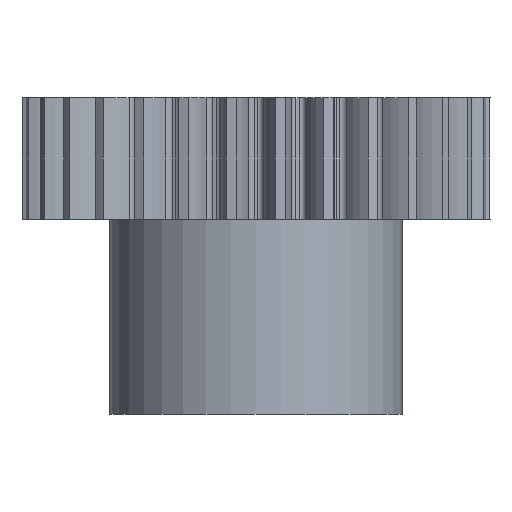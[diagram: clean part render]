
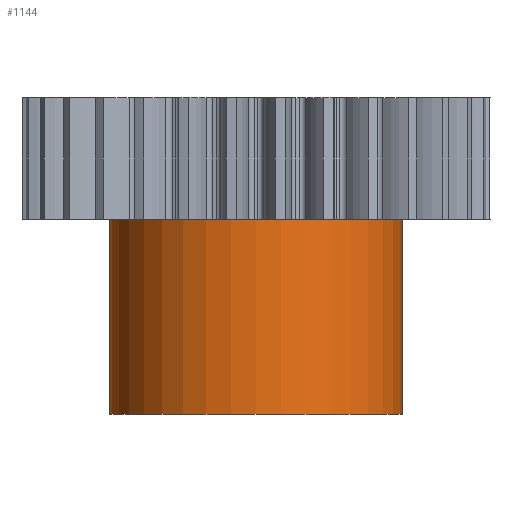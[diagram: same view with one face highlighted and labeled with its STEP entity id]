
A CAD part, front view. The second image highlights one B-rep face of the part: STEP entity #1144.
In plain terms, the highlighted cylindrical face has radius 30 mm (diameter 60 mm), a partial arc.
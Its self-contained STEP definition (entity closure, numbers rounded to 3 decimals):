
#1068 = EDGE_LOOP ( 'NONE', ( #1134, #1080, #1182, #1146 ) ) ;
#1080 = ORIENTED_EDGE ( 'NONE', *, *, #1145, .T. ) ;
#1134 = ORIENTED_EDGE ( 'NONE', *, *, #1496, .F. ) ;
#1144 = ADVANCED_FACE ( 'NONE', ( #4223 ), #4267, .T. ) ;
#1145 = EDGE_CURVE ( 'NONE', #1506, #1502, #4257, .T. ) ;
#1146 = ORIENTED_EDGE ( 'NONE', *, *, #2373, .F. ) ;
#1182 = ORIENTED_EDGE ( 'NONE', *, *, #1518, .T. ) ;
#1492 = VERTEX_POINT ( 'NONE', #4990 ) ;
#1495 = VERTEX_POINT ( 'NONE', #5110 ) ;
#1496 = EDGE_CURVE ( 'NONE', #1506, #1492, #5120, .T. ) ;
#1502 = VERTEX_POINT ( 'NONE', #5099 ) ;
#1506 = VERTEX_POINT ( 'NONE', #5070 ) ;
#1518 = EDGE_CURVE ( 'NONE', #1502, #1495, #5064, .T. ) ;
#2373 = EDGE_CURVE ( 'NONE', #1492, #1495, #6631, .T. ) ;
#4223 = FACE_OUTER_BOUND ( 'NONE', #1068, .T. ) ;
#4254 = DIRECTION ( 'NONE',  ( 1., 0., 0. ) ) ;
#4255 = DIRECTION ( 'NONE',  ( 0., 0., 1. ) ) ;
#4256 = AXIS2_PLACEMENT_3D ( 'NONE', #4269, #4255, #4254 ) ;
#4257 = CIRCLE ( 'NONE', #4256, 30. ) ;
#4259 = DIRECTION ( 'NONE',  ( 1., 0., 0. ) ) ;
#4260 = DIRECTION ( 'NONE',  ( 0., 0., 1. ) ) ;
#4264 = AXIS2_PLACEMENT_3D ( 'NONE', #4268, #4260, #4259 ) ;
#4267 = CYLINDRICAL_SURFACE ( 'NONE', #4264, 30. ) ;
#4268 = CARTESIAN_POINT ( 'NONE',  ( 0., 0., -40. ) ) ;
#4269 = CARTESIAN_POINT ( 'NONE',  ( 0., 0., -40. ) ) ;
#4990 = CARTESIAN_POINT ( 'NONE',  ( -30., 0., 0. ) ) ;
#5049 = DIRECTION ( 'NONE',  ( 0., 0., 1. ) ) ;
#5050 = VECTOR ( 'NONE', #5049, 1000. ) ;
#5051 = CARTESIAN_POINT ( 'NONE',  ( 30., 0., -40. ) ) ;
#5064 = LINE ( 'NONE', #5051, #5050 ) ;
#5070 = CARTESIAN_POINT ( 'NONE',  ( -30., 0., -40. ) ) ;
#5099 = CARTESIAN_POINT ( 'NONE',  ( 30., 0., -40. ) ) ;
#5107 = DIRECTION ( 'NONE',  ( 0., 0., 1. ) ) ;
#5108 = VECTOR ( 'NONE', #5107, 1000. ) ;
#5110 = CARTESIAN_POINT ( 'NONE',  ( 30., 0., 0. ) ) ;
#5113 = CARTESIAN_POINT ( 'NONE',  ( -30., 0., -40. ) ) ;
#5120 = LINE ( 'NONE', #5113, #5108 ) ;
#6613 = DIRECTION ( 'NONE',  ( 1., 0., 0. ) ) ;
#6614 = DIRECTION ( 'NONE',  ( 0., 0., 1. ) ) ;
#6615 = AXIS2_PLACEMENT_3D ( 'NONE', #6630, #6614, #6613 ) ;
#6630 = CARTESIAN_POINT ( 'NONE',  ( 0., 0., 0. ) ) ;
#6631 = CIRCLE ( 'NONE', #6615, 30. ) ;
